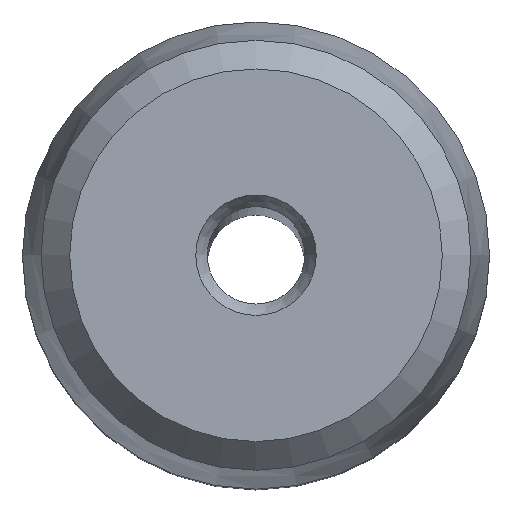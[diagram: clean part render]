
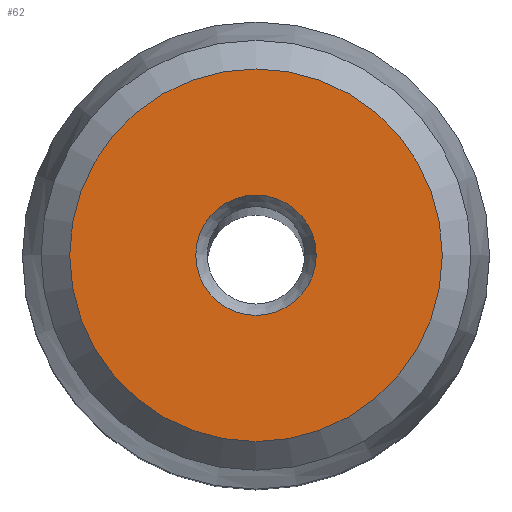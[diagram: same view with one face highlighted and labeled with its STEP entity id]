
A CAD part, top view. The second image highlights one B-rep face of the part: STEP entity #62.
In plain terms, the highlighted planar face has unit normal (0, 0, 1).
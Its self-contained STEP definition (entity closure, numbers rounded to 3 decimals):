
#62=ADVANCED_FACE('',(#96,#97),#85,.F.);
#85=PLANE('',#811);
#96=FACE_BOUND('',#126,.T.);
#97=FACE_BOUND('',#127,.T.);
#126=EDGE_LOOP('',(#164));
#127=EDGE_LOOP('',(#165));
#164=ORIENTED_EDGE('',*,*,#270,.F.);
#165=ORIENTED_EDGE('',*,*,#271,.T.);
#240=VERTEX_POINT('',#1087);
#241=VERTEX_POINT('',#1089);
#270=EDGE_CURVE('',#240,#240,#308,.T.);
#271=EDGE_CURVE('',#241,#241,#309,.T.);
#308=CIRCLE('',#809,1.05);
#309=CIRCLE('',#810,3.25);
#809=AXIS2_PLACEMENT_3D('',#1086,#917,#918);
#810=AXIS2_PLACEMENT_3D('',#1088,#919,#920);
#811=AXIS2_PLACEMENT_3D('',#1090,#921,#922);
#917=DIRECTION('',(0.,0.,1.));
#918=DIRECTION('',(-1.,0.,0.));
#919=DIRECTION('',(0.,0.,1.));
#920=DIRECTION('',(-1.,0.,0.));
#921=DIRECTION('',(0.,0.,-1.));
#922=DIRECTION('',(-1.,0.,0.));
#1086=CARTESIAN_POINT('',(0.,0.,90.));
#1087=CARTESIAN_POINT('',(-1.05,0.,90.));
#1088=CARTESIAN_POINT('',(0.,0.,90.));
#1089=CARTESIAN_POINT('',(-3.25,0.,90.));
#1090=CARTESIAN_POINT('',(0.,0.,90.));
